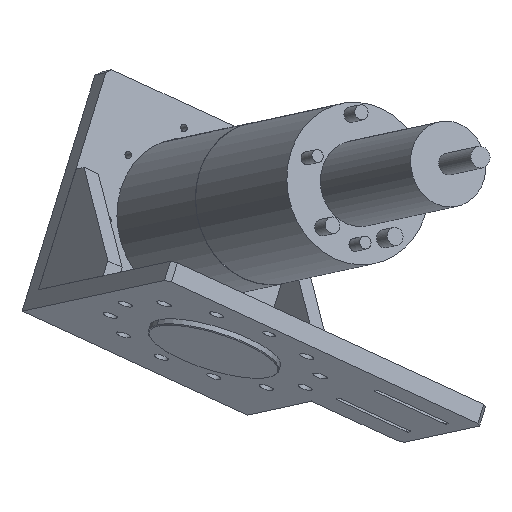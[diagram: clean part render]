
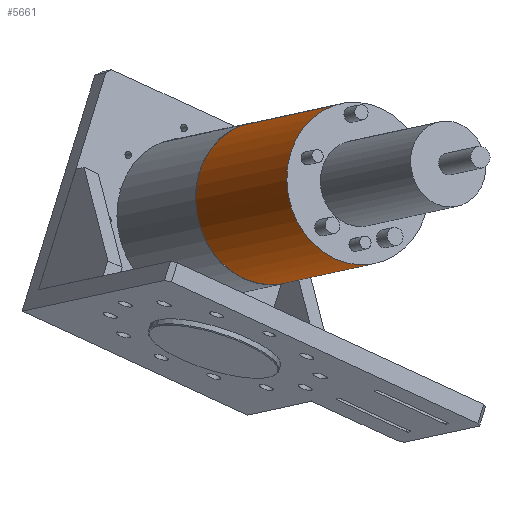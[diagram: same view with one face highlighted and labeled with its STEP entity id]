
A CAD part, top view. The second image highlights one B-rep face of the part: STEP entity #5661.
In plain terms, the highlighted cylindrical face has radius 74.75 mm (diameter 149.5 mm), a partial arc.
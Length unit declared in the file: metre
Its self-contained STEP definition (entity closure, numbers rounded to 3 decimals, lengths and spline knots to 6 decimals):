
#117 = VECTOR ( 'NONE', #4073, 1. ) ;
#139 = EDGE_CURVE ( 'NONE', #2579, #1573, #1586, .T. ) ;
#244 = EDGE_LOOP ( 'NONE', ( #4261, #4715, #339, #5022 ) ) ;
#269 = EDGE_CURVE ( 'NONE', #2579, #2149, #853, .T. ) ;
#339 = ORIENTED_EDGE ( 'NONE', *, *, #813, .F. ) ;
#360 = CIRCLE ( 'NONE', #4297, 0.07475 ) ;
#713 = CARTESIAN_POINT ( 'NONE',  ( 0.088738, -0.2922, 0.048048 ) ) ;
#813 = EDGE_CURVE ( 'NONE', #2149, #4188, #360, .T. ) ;
#853 = LINE ( 'NONE', #713, #117 ) ;
#1044 = FACE_OUTER_BOUND ( 'NONE', #244, .T. ) ;
#1573 = VERTEX_POINT ( 'NONE', #4999 ) ;
#1586 = CIRCLE ( 'NONE', #4163, 0.07475 ) ;
#1830 = CARTESIAN_POINT ( 'NONE',  ( 0.203262, 0.015, -0.048048 ) ) ;
#1951 = LINE ( 'NONE', #2396, #6038 ) ;
#2027 = DIRECTION ( 'NONE',  ( -0.766, 0., 0.643 ) ) ;
#2070 = AXIS2_PLACEMENT_3D ( 'NONE', #4882, #2071, #2027 ) ;
#2071 = DIRECTION ( 'NONE',  ( 0., -1., 0. ) ) ;
#2149 = VERTEX_POINT ( 'NONE', #6105 ) ;
#2396 = CARTESIAN_POINT ( 'NONE',  ( 0.203262, -0.2922, -0.048048 ) ) ;
#2534 = DIRECTION ( 'NONE',  ( -0.766, 0., 0.643 ) ) ;
#2579 = VERTEX_POINT ( 'NONE', #3725 ) ;
#2860 = CARTESIAN_POINT ( 'NONE',  ( 0.146, 0.015, 0. ) ) ;
#3725 = CARTESIAN_POINT ( 'NONE',  ( 0.088738, 0.1848, 0.048048 ) ) ;
#4073 = DIRECTION ( 'NONE',  ( 0., -1., 0. ) ) ;
#4163 = AXIS2_PLACEMENT_3D ( 'NONE', #4921, #4393, #2534 ) ;
#4188 = VERTEX_POINT ( 'NONE', #1830 ) ;
#4252 = DIRECTION ( 'NONE',  ( 0., -1., 0. ) ) ;
#4261 = ORIENTED_EDGE ( 'NONE', *, *, #139, .T. ) ;
#4297 = AXIS2_PLACEMENT_3D ( 'NONE', #2860, #4252, #5193 ) ;
#4332 = EDGE_CURVE ( 'NONE', #1573, #4188, #1951, .T. ) ;
#4393 = DIRECTION ( 'NONE',  ( 0., -1., 0. ) ) ;
#4715 = ORIENTED_EDGE ( 'NONE', *, *, #4332, .T. ) ;
#4882 = CARTESIAN_POINT ( 'NONE',  ( 0.146, -0.2922, 0. ) ) ;
#4921 = CARTESIAN_POINT ( 'NONE',  ( 0.146, 0.1848, 0. ) ) ;
#4999 = CARTESIAN_POINT ( 'NONE',  ( 0.203262, 0.1848, -0.048048 ) ) ;
#5022 = ORIENTED_EDGE ( 'NONE', *, *, #269, .F. ) ;
#5193 = DIRECTION ( 'NONE',  ( -0.766, 0., 0.643 ) ) ;
#5661 = ADVANCED_FACE ( 'NONE', ( #1044 ), #6027, .T. ) ;
#6027 = CYLINDRICAL_SURFACE ( 'NONE', #2070, 0.07475 ) ;
#6038 = VECTOR ( 'NONE', #6173, 1. ) ;
#6105 = CARTESIAN_POINT ( 'NONE',  ( 0.088738, 0.015, 0.048048 ) ) ;
#6173 = DIRECTION ( 'NONE',  ( 0., -1., 0. ) ) ;
